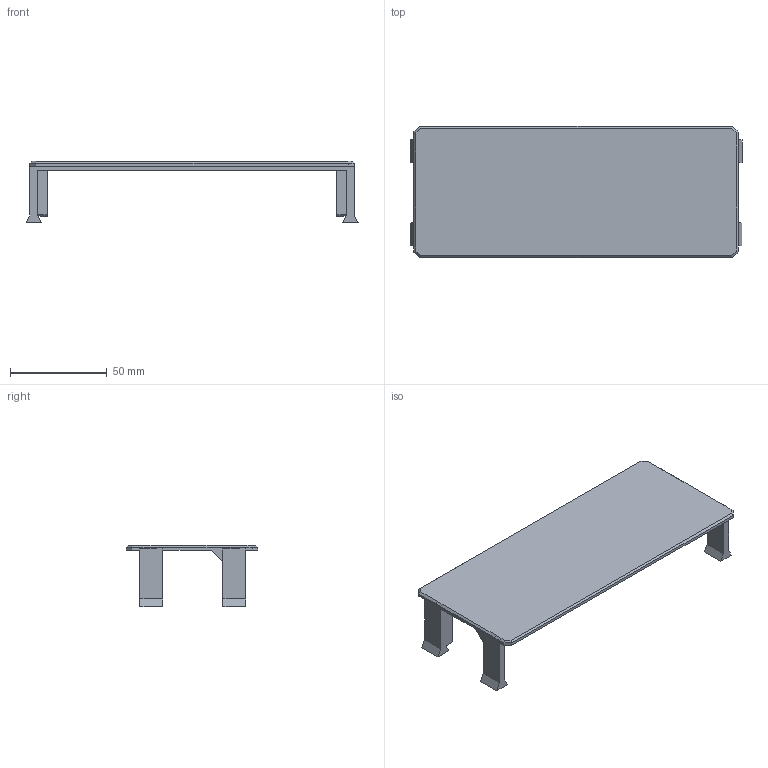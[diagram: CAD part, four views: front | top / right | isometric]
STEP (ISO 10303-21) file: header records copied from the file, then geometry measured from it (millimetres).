
FILE_DESCRIPTION(('HOOPS Exchange Step'),'2;1');
FILE_NAME('temp_export','2021-03-08T21:08:05+01:00',('mobile'),('Shapr3D Limited'),'HOOPS Exchange 2020.2','Shapr3D','Authorized');
FILE_SCHEMA( ('AP203_CONFIGURATION_CONTROLLED_3D_DESIGN_OF_MECHANICAL_PARTS_AND_ASSEMBLIES_MIM_LF') );
Length unit declared in the file: millimetre
Products named in the file (2): 0; 78554177-744E-4013-B652-D0366117DAA5.tmp
Assembly tree (1 placements, depth 2):
  78554177-744E-4013-B652-D0366117DAA5.tmp
    0
Bounding box: 171.9 x 68 x 31.9 mm (x, y, z)
Volume: 37910.7 mm3; surface area: 29774.5 mm2
Topology: 1 solids, 1 shells, 76 faces, 214 edges, 140 vertices
Faces by surface type: plane 72, cylinder 4
Entity records: 2453 total; most frequent: CARTESIAN_POINT 433, ORIENTED_EDGE 428, DIRECTION 384, EDGE_CURVE 214, VECTOR 202, LINE 202, VERTEX_POINT 140, AXIS2_PLACEMENT_3D 91
